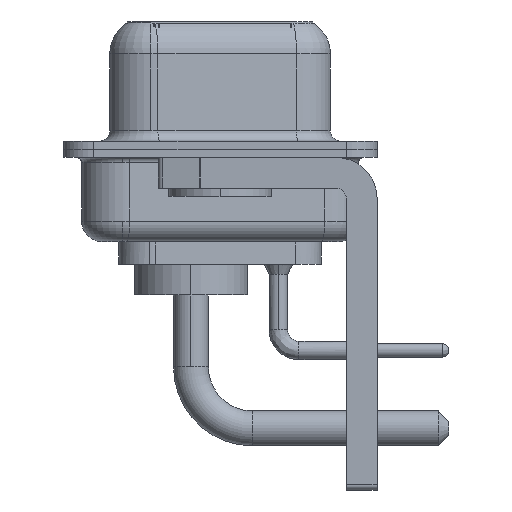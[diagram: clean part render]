
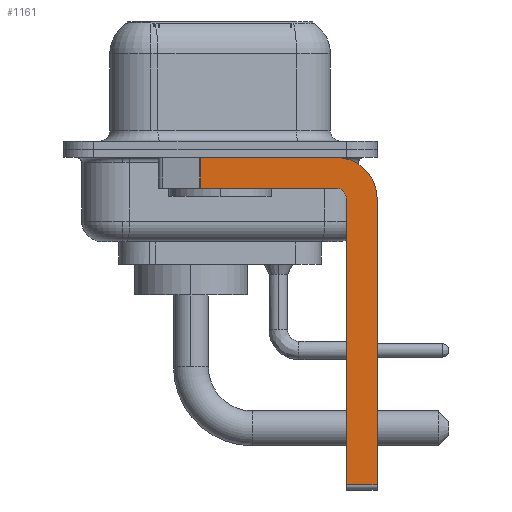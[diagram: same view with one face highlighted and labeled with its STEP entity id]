
A CAD part, left-side view. The second image highlights one B-rep face of the part: STEP entity #1161.
In plain terms, the highlighted planar face has unit normal (-1, 0, 0).
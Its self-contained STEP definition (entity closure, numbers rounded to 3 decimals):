
#72 = FACE_OUTER_BOUND ( 'NONE', #13519, .T. ) ;
#94 = LINE ( 'NONE', #3632, #19097 ) ;
#193 = CIRCLE ( 'NONE', #15439, 2. ) ;
#386 = CARTESIAN_POINT ( 'NONE',  ( -2.9, -5.65, -1.9 ) ) ;
#560 = CARTESIAN_POINT ( 'NONE',  ( -2.9, -6.15, -16.35 ) ) ;
#854 = VERTEX_POINT ( 'NONE', #12707 ) ;
#1161 = ADVANCED_FACE ( 'NONE', ( #72 ), #12024, .F. ) ;
#1327 = CARTESIAN_POINT ( 'NONE',  ( -2.9, -6.15, -16.6 ) ) ;
#1558 = DIRECTION ( 'NONE',  ( 1., 0., 0. ) ) ;
#1619 = EDGE_CURVE ( 'NONE', #18859, #1892, #7211, .T. ) ;
#1892 = VERTEX_POINT ( 'NONE', #9855 ) ;
#2055 = DIRECTION ( 'NONE',  ( 0., 1., 0. ) ) ;
#2267 = CARTESIAN_POINT ( 'NONE',  ( -2.9, -5.65, -0.4 ) ) ;
#2999 = CARTESIAN_POINT ( 'NONE',  ( -2.9, -5.65, -2.4 ) ) ;
#3473 = CARTESIAN_POINT ( 'NONE',  ( -2.9, -7.65, -2.4 ) ) ;
#3632 = CARTESIAN_POINT ( 'NONE',  ( -2.9, 3., -0.4 ) ) ;
#3834 = CARTESIAN_POINT ( 'NONE',  ( -2.9, -6.15, -2.4 ) ) ;
#4774 = EDGE_CURVE ( 'NONE', #19257, #854, #8469, .T. ) ;
#5121 = DIRECTION ( 'NONE',  ( 0., 0., -1. ) ) ;
#5169 = DIRECTION ( 'NONE',  ( 0., -1., 0. ) ) ;
#5754 = DIRECTION ( 'NONE',  ( 0., 0., 1. ) ) ;
#5854 = EDGE_CURVE ( 'NONE', #6955, #19257, #16324, .T. ) ;
#6064 = DIRECTION ( 'NONE',  ( 0., 0., 1. ) ) ;
#6158 = AXIS2_PLACEMENT_3D ( 'NONE', #7237, #15392, #6801 ) ;
#6801 = DIRECTION ( 'NONE',  ( 0., 0., -1. ) ) ;
#6955 = VERTEX_POINT ( 'NONE', #560 ) ;
#7057 = ORIENTED_EDGE ( 'NONE', *, *, #17484, .F. ) ;
#7211 = LINE ( 'NONE', #3473, #9019 ) ;
#7237 = CARTESIAN_POINT ( 'NONE',  ( -2.9, -5.65, -2.4 ) ) ;
#7764 = ORIENTED_EDGE ( 'NONE', *, *, #12113, .F. ) ;
#7881 = VECTOR ( 'NONE', #11667, 1000. ) ;
#8417 = VECTOR ( 'NONE', #17023, 1000. ) ;
#8469 = CIRCLE ( 'NONE', #20954, 0.5 ) ;
#9019 = VECTOR ( 'NONE', #5121, 1000. ) ;
#9266 = CARTESIAN_POINT ( 'NONE',  ( -2.9, -7.65, -2.4 ) ) ;
#9317 = EDGE_CURVE ( 'NONE', #11758, #20980, #13121, .T. ) ;
#9855 = CARTESIAN_POINT ( 'NONE',  ( -2.9, -7.65, -16.35 ) ) ;
#11102 = EDGE_CURVE ( 'NONE', #19694, #18859, #193, .T. ) ;
#11222 = CARTESIAN_POINT ( 'NONE',  ( -2.9, 0.978, -1.9 ) ) ;
#11667 = DIRECTION ( 'NONE',  ( 0., 0., -1. ) ) ;
#11758 = VERTEX_POINT ( 'NONE', #19413 ) ;
#11879 = CARTESIAN_POINT ( 'NONE',  ( -2.9, -5.65, -16.35 ) ) ;
#12024 = PLANE ( 'NONE',  #6158 ) ;
#12113 = EDGE_CURVE ( 'NONE', #854, #20980, #15264, .T. ) ;
#12168 = ORIENTED_EDGE ( 'NONE', *, *, #14090, .T. ) ;
#12707 = CARTESIAN_POINT ( 'NONE',  ( -2.9, -5.65, -1.9 ) ) ;
#13121 = LINE ( 'NONE', #11222, #7881 ) ;
#13356 = CARTESIAN_POINT ( 'NONE',  ( -2.9, 0.978, -1.9 ) ) ;
#13457 = ORIENTED_EDGE ( 'NONE', *, *, #1619, .F. ) ;
#13519 = EDGE_LOOP ( 'NONE', ( #7057, #17301, #7764, #16303, #15295, #12168, #13457, #13948 ) ) ;
#13948 = ORIENTED_EDGE ( 'NONE', *, *, #11102, .F. ) ;
#14009 = DIRECTION ( 'NONE',  ( -1., 0., 0. ) ) ;
#14090 = EDGE_CURVE ( 'NONE', #6955, #1892, #17242, .T. ) ;
#15264 = LINE ( 'NONE', #386, #16890 ) ;
#15295 = ORIENTED_EDGE ( 'NONE', *, *, #5854, .F. ) ;
#15392 = DIRECTION ( 'NONE',  ( 1., 0., 0. ) ) ;
#15439 = AXIS2_PLACEMENT_3D ( 'NONE', #2999, #1558, #16872 ) ;
#16303 = ORIENTED_EDGE ( 'NONE', *, *, #4774, .F. ) ;
#16324 = LINE ( 'NONE', #1327, #18492 ) ;
#16872 = DIRECTION ( 'NONE',  ( 0., 0., -1. ) ) ;
#16890 = VECTOR ( 'NONE', #2055, 1000. ) ;
#17023 = DIRECTION ( 'NONE',  ( 0., -1., 0. ) ) ;
#17242 = LINE ( 'NONE', #11879, #8417 ) ;
#17301 = ORIENTED_EDGE ( 'NONE', *, *, #9317, .T. ) ;
#17484 = EDGE_CURVE ( 'NONE', #11758, #19694, #94, .T. ) ;
#18492 = VECTOR ( 'NONE', #6064, 1000. ) ;
#18859 = VERTEX_POINT ( 'NONE', #9266 ) ;
#19097 = VECTOR ( 'NONE', #5169, 1000. ) ;
#19257 = VERTEX_POINT ( 'NONE', #3834 ) ;
#19413 = CARTESIAN_POINT ( 'NONE',  ( -2.9, 0.978, -0.4 ) ) ;
#19694 = VERTEX_POINT ( 'NONE', #2267 ) ;
#20954 = AXIS2_PLACEMENT_3D ( 'NONE', #21040, #14009, #5754 ) ;
#20980 = VERTEX_POINT ( 'NONE', #13356 ) ;
#21040 = CARTESIAN_POINT ( 'NONE',  ( -2.9, -5.65, -2.4 ) ) ;
